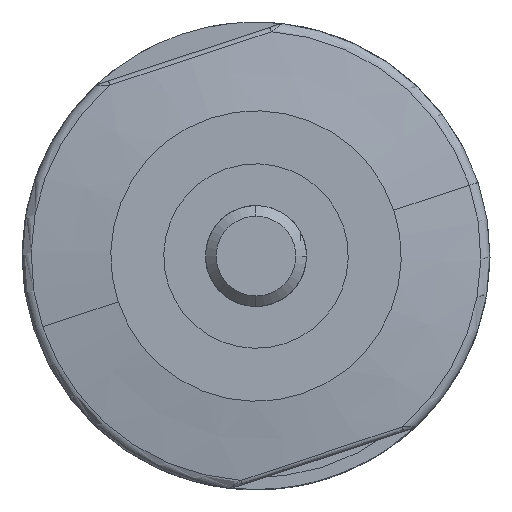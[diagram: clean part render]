
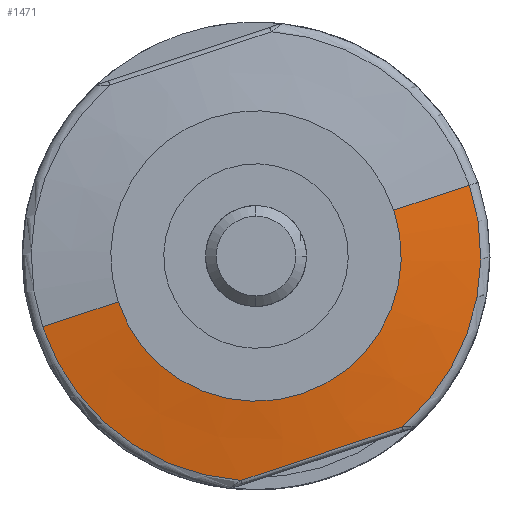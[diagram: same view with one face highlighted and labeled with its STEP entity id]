
A CAD part, front view. The second image highlights one B-rep face of the part: STEP entity #1471.
In plain terms, the highlighted conical face has half-angle 82.113 degrees and reference radius 22.075 mm.
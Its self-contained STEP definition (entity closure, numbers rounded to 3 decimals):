
#386 = VERTEX_POINT ( 'NONE', #5044 ) ;
#410 = CARTESIAN_POINT ( 'NONE',  ( -35.3, -142.13, -11.146 ) ) ;
#521 = ORIENTED_EDGE ( 'NONE', *, *, #7843, .T. ) ;
#575 = VECTOR ( 'NONE', #4908, 1000. ) ;
#679 = CARTESIAN_POINT ( 'NONE',  ( -15.168, -143.17, -4.465 ) ) ;
#761 = AXIS2_PLACEMENT_3D ( 'NONE', #4808, #1208, #1099 ) ;
#843 = VERTEX_POINT ( 'NONE', #7642 ) ;
#955 = DIRECTION ( 'NONE',  ( -0.949, 0., -0.315 ) ) ;
#1027 = DIRECTION ( 'NONE',  ( 0., 1., 0. ) ) ;
#1099 = DIRECTION ( 'NONE',  ( -0.949, 0., -0.315 ) ) ;
#1208 = DIRECTION ( 'NONE',  ( 0., -1., 0. ) ) ;
#1345 = CARTESIAN_POINT ( 'NONE',  ( 4.965, -142.13, 2.216 ) ) ;
#1397 = AXIS2_PLACEMENT_3D ( 'NONE', #4765, #5334, #955 ) ;
#1471 = ADVANCED_FACE ( 'NONE', ( #4117 ), #7594, .T. ) ;
#1482 = CARTESIAN_POINT ( 'NONE',  ( -14.056, -142.269, -24.791 ) ) ;
#1565 = CARTESIAN_POINT ( 'NONE',  ( -3.907, -142.269, -21.423 ) ) ;
#2048 = EDGE_LOOP ( 'NONE', ( #2912, #6882, #2705, #4741, #521, #4358 ) ) ;
#2705 = ORIENTED_EDGE ( 'NONE', *, *, #4717, .T. ) ;
#2743 = CARTESIAN_POINT ( 'NONE',  ( -36.119, -142.01, -11.417 ) ) ;
#2884 = CARTESIAN_POINT ( 'NONE',  ( 5.784, -142.01, 2.487 ) ) ;
#2912 = ORIENTED_EDGE ( 'NONE', *, *, #5648, .F. ) ;
#2957 = CIRCLE ( 'NONE', #1397, 21.212 ) ;
#3129 = B_SPLINE_CURVE_WITH_KNOTS ( 'NONE', 3,
 ( #7718, #1482, #7111, #5897, #1565, #4054 ),
 .UNSPECIFIED., .F., .F.,
 ( 4, 2, 4 ),
 ( 0., 0.008, 0.016 ),
 .UNSPECIFIED. ) ;
#3349 = DIRECTION ( 'NONE',  ( -0.94, 0.137, -0.312 ) ) ;
#3356 = VECTOR ( 'NONE', #3349, 1000. ) ;
#3502 = DIRECTION ( 'NONE',  ( 0.949, 0., 0.315 ) ) ;
#3614 = EDGE_CURVE ( 'NONE', #843, #4554, #7925, .T. ) ;
#3698 = LINE ( 'NONE', #2743, #3356 ) ;
#3785 = CARTESIAN_POINT ( 'NONE',  ( -1.373, -142.13, -20.579 ) ) ;
#4013 = EDGE_CURVE ( 'NONE', #386, #6969, #3129, .T. ) ;
#4054 = CARTESIAN_POINT ( 'NONE',  ( -1.373, -142.13, -20.579 ) ) ;
#4109 = AXIS2_PLACEMENT_3D ( 'NONE', #679, #6286, #4329 ) ;
#4117 = FACE_OUTER_BOUND ( 'NONE', #2048, .T. ) ;
#4253 = CIRCLE ( 'NONE', #761, 21.212 ) ;
#4281 = VERTEX_POINT ( 'NONE', #410 ) ;
#4329 = DIRECTION ( 'NONE',  ( -0.949, 0., -0.315 ) ) ;
#4337 = AXIS2_PLACEMENT_3D ( 'NONE', #6067, #1027, #3502 ) ;
#4358 = ORIENTED_EDGE ( 'NONE', *, *, #3614, .F. ) ;
#4547 = EDGE_CURVE ( 'NONE', #6999, #4281, #3698, .T. ) ;
#4554 = VERTEX_POINT ( 'NONE', #1345 ) ;
#4717 = EDGE_CURVE ( 'NONE', #4281, #386, #2957, .T. ) ;
#4741 = ORIENTED_EDGE ( 'NONE', *, *, #4013, .T. ) ;
#4765 = CARTESIAN_POINT ( 'NONE',  ( -15.168, -142.13, -4.465 ) ) ;
#4808 = CARTESIAN_POINT ( 'NONE',  ( -15.168, -142.13, -4.465 ) ) ;
#4908 = DIRECTION ( 'NONE',  ( 0.94, 0.137, 0.312 ) ) ;
#5044 = CARTESIAN_POINT ( 'NONE',  ( -16.592, -142.13, -25.629 ) ) ;
#5334 = DIRECTION ( 'NONE',  ( 0., -1., 0. ) ) ;
#5648 = EDGE_CURVE ( 'NONE', #6999, #843, #6958, .T. ) ;
#5897 = CARTESIAN_POINT ( 'NONE',  ( -6.442, -142.347, -22.267 ) ) ;
#6067 = CARTESIAN_POINT ( 'NONE',  ( -15.168, -142.01, -4.465 ) ) ;
#6286 = DIRECTION ( 'NONE',  ( 0., -1., 0. ) ) ;
#6324 = CARTESIAN_POINT ( 'NONE',  ( -28.172, -143.17, -8.78 ) ) ;
#6882 = ORIENTED_EDGE ( 'NONE', *, *, #4547, .T. ) ;
#6958 = CIRCLE ( 'NONE', #4109, 13.701 ) ;
#6969 = VERTEX_POINT ( 'NONE', #3785 ) ;
#6999 = VERTEX_POINT ( 'NONE', #6324 ) ;
#7111 = CARTESIAN_POINT ( 'NONE',  ( -11.517, -142.347, -23.95 ) ) ;
#7594 = CONICAL_SURFACE ( 'NONE', #4337, 22.075, 1.433 ) ;
#7642 = CARTESIAN_POINT ( 'NONE',  ( -2.163, -143.17, -0.15 ) ) ;
#7718 = CARTESIAN_POINT ( 'NONE',  ( -16.592, -142.13, -25.629 ) ) ;
#7843 = EDGE_CURVE ( 'NONE', #6969, #4554, #4253, .T. ) ;
#7925 = LINE ( 'NONE', #2884, #575 ) ;
